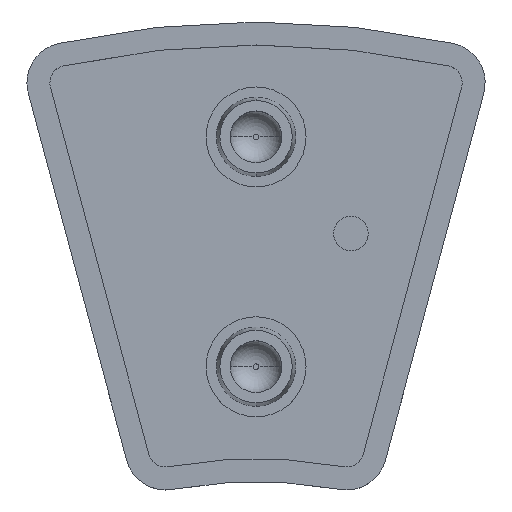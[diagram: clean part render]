
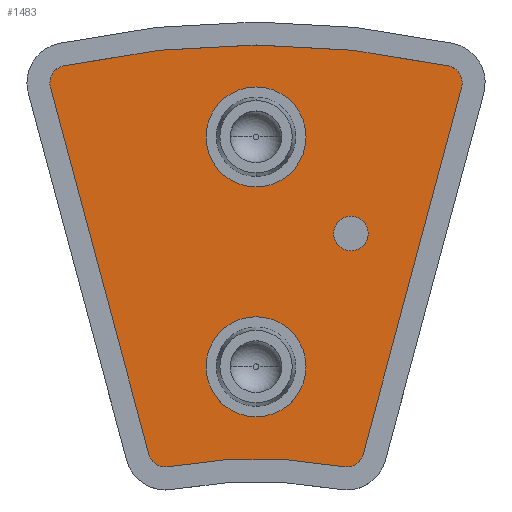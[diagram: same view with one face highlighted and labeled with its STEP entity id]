
A CAD part, top view. The second image highlights one B-rep face of the part: STEP entity #1483.
In plain terms, the highlighted planar face has unit normal (0, 0, 1).
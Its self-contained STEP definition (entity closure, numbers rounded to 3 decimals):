
#5 = FACE_BOUND ( 'NONE', #522, .T. ) ;
#20 = VERTEX_POINT ( 'NONE', #1285 ) ;
#28 = CARTESIAN_POINT ( 'NONE',  ( -18.285, 25.826, -2. ) ) ;
#35 = EDGE_CURVE ( 'NONE', #736, #1563, #2032, .T. ) ;
#46 = VERTEX_POINT ( 'NONE', #1306 ) ;
#55 = EDGE_CURVE ( 'NONE', #46, #680, #858, .T. ) ;
#90 = CARTESIAN_POINT ( 'NONE',  ( -9.327, -7.608, -2. ) ) ;
#116 = CARTESIAN_POINT ( 'NONE',  ( 7.606, -8.694, -2. ) ) ;
#151 = ORIENTED_EDGE ( 'NONE', *, *, #1623, .T. ) ;
#161 = ORIENTED_EDGE ( 'NONE', *, *, #886, .T. ) ;
#175 = VECTOR ( 'NONE', #1197, 1000. ) ;
#199 = CARTESIAN_POINT ( 'NONE',  ( 0., 0., -2. ) ) ;
#217 = EDGE_CURVE ( 'NONE', #1050, #20, #513, .T. ) ;
#237 = DIRECTION ( 'NONE',  ( 0., 0., 1. ) ) ;
#238 = CIRCLE ( 'NONE', #788, 1.5 ) ;
#240 = EDGE_CURVE ( 'NONE', #1563, #1379, #1920, .T. ) ;
#243 = CARTESIAN_POINT ( 'NONE',  ( -4.35, 20., -2. ) ) ;
#262 = ORIENTED_EDGE ( 'NONE', *, *, #55, .T. ) ;
#263 = CARTESIAN_POINT ( 'NONE',  ( -17.934, 24.714, -2. ) ) ;
#284 = VERTEX_POINT ( 'NONE', #841 ) ;
#291 = EDGE_LOOP ( 'NONE', ( #161, #1558 ) ) ;
#304 = PLANE ( 'NONE',  #447 ) ;
#305 = ORIENTED_EDGE ( 'NONE', *, *, #217, .F. ) ;
#339 = ORIENTED_EDGE ( 'NONE', *, *, #1404, .T. ) ;
#342 = CARTESIAN_POINT ( 'NONE',  ( -16.434, 24.714, -2. ) ) ;
#382 = CARTESIAN_POINT ( 'NONE',  ( 8.962, -8.967, -2. ) ) ;
#395 = CIRCLE ( 'NONE', #1954, 1.5 ) ;
#447 = AXIS2_PLACEMENT_3D ( 'NONE', #1111, #774, #2128 ) ;
#464 = CARTESIAN_POINT ( 'NONE',  ( 16.434, 24.714, -2. ) ) ;
#481 = AXIS2_PLACEMENT_3D ( 'NONE', #1116, #1139, #759 ) ;
#504 = CARTESIAN_POINT ( 'NONE',  ( 17.883, 24.326, -2. ) ) ;
#505 = CARTESIAN_POINT ( 'NONE',  ( 9.759, 11.59, -2. ) ) ;
#513 = CIRCLE ( 'NONE', #481, 42. ) ;
#522 = EDGE_LOOP ( 'NONE', ( #262, #1882 ) ) ;
#524 = CARTESIAN_POINT ( 'NONE',  ( 8.259, 11.59, -2. ) ) ;
#564 = DIRECTION ( 'NONE',  ( -1., 0., 0. ) ) ;
#567 = DIRECTION ( 'NONE',  ( 0., 0., 1. ) ) ;
#605 = CARTESIAN_POINT ( 'NONE',  ( -16.434, 24.714, -2. ) ) ;
#611 = CIRCLE ( 'NONE', #1964, 1.5 ) ;
#622 = DIRECTION ( 'NONE',  ( 0., 0., 1. ) ) ;
#633 = EDGE_CURVE ( 'NONE', #1379, #1029, #1184, .T. ) ;
#680 = VERTEX_POINT ( 'NONE', #1637 ) ;
#708 = CARTESIAN_POINT ( 'NONE',  ( -16.757, 26.179, -2. ) ) ;
#734 = DIRECTION ( 'NONE',  ( -1., 0., 0. ) ) ;
#736 = VERTEX_POINT ( 'NONE', #504 ) ;
#749 = CIRCLE ( 'NONE', #1086, 4.35 ) ;
#759 = DIRECTION ( 'NONE',  ( -1., 0., 0. ) ) ;
#774 = DIRECTION ( 'NONE',  ( 0., 0., 1. ) ) ;
#781 = ORIENTED_EDGE ( 'NONE', *, *, #1788, .T. ) ;
#788 = AXIS2_PLACEMENT_3D ( 'NONE', #1428, #567, #1739 ) ;
#791 = CIRCLE ( 'NONE', #827, 1.5 ) ;
#827 = AXIS2_PLACEMENT_3D ( 'NONE', #1084, #237, #564 ) ;
#829 = DIRECTION ( 'NONE',  ( 0., 0., 1. ) ) ;
#841 = CARTESIAN_POINT ( 'NONE',  ( 6.759, 11.59, -2. ) ) ;
#845 = ORIENTED_EDGE ( 'NONE', *, *, #1262, .T. ) ;
#858 = CIRCLE ( 'NONE', #1679, 4.35 ) ;
#859 = DIRECTION ( 'NONE',  ( 0.259, 0.966, 0. ) ) ;
#883 = VECTOR ( 'NONE', #859, 1000. ) ;
#886 = EDGE_CURVE ( 'NONE', #2146, #1667, #749, .T. ) ;
#894 = CIRCLE ( 'NONE', #1890, 4.35 ) ;
#896 = CARTESIAN_POINT ( 'NONE',  ( 4.35, 20., -2. ) ) ;
#908 = VERTEX_POINT ( 'NONE', #1861 ) ;
#924 = EDGE_LOOP ( 'NONE', ( #1359, #994 ) ) ;
#952 = ORIENTED_EDGE ( 'NONE', *, *, #1945, .T. ) ;
#968 = AXIS2_PLACEMENT_3D ( 'NONE', #464, #622, #1135 ) ;
#978 = EDGE_LOOP ( 'NONE', ( #339, #952, #1800, #1952, #1017, #781, #845, #151, #305 ) ) ;
#994 = ORIENTED_EDGE ( 'NONE', *, *, #1921, .T. ) ;
#999 = VERTEX_POINT ( 'NONE', #90 ) ;
#1017 = ORIENTED_EDGE ( 'NONE', *, *, #633, .T. ) ;
#1022 = DIRECTION ( 'NONE',  ( 1., 0., 0. ) ) ;
#1026 = DIRECTION ( 'NONE',  ( 1., 0., 0. ) ) ;
#1029 = VERTEX_POINT ( 'NONE', #263 ) ;
#1044 = DIRECTION ( 'NONE',  ( 1., 0., 0. ) ) ;
#1050 = VERTEX_POINT ( 'NONE', #116 ) ;
#1055 = DIRECTION ( 'NONE',  ( 0., 0., -1. ) ) ;
#1084 = CARTESIAN_POINT ( 'NONE',  ( -7.878, -7.219, -2. ) ) ;
#1086 = AXIS2_PLACEMENT_3D ( 'NONE', #1892, #1055, #1357 ) ;
#1111 = CARTESIAN_POINT ( 'NONE',  ( 0., 11.472, -2. ) ) ;
#1116 = CARTESIAN_POINT ( 'NONE',  ( 0., -50., -2. ) ) ;
#1135 = DIRECTION ( 'NONE',  ( -1., 0., 0. ) ) ;
#1139 = DIRECTION ( 'NONE',  ( 0., 0., 1. ) ) ;
#1176 = AXIS2_PLACEMENT_3D ( 'NONE', #524, #1694, #1026 ) ;
#1184 = CIRCLE ( 'NONE', #2030, 1.5 ) ;
#1197 = DIRECTION ( 'NONE',  ( 0.259, -0.966, 0. ) ) ;
#1255 = DIRECTION ( 'NONE',  ( -1., 0., 0. ) ) ;
#1262 = EDGE_CURVE ( 'NONE', #1389, #999, #1353, .T. ) ;
#1276 = DIRECTION ( 'NONE',  ( 0., 0., -1. ) ) ;
#1285 = CARTESIAN_POINT ( 'NONE',  ( -7.606, -8.694, -2. ) ) ;
#1297 = FACE_OUTER_BOUND ( 'NONE', #978, .T. ) ;
#1306 = CARTESIAN_POINT ( 'NONE',  ( 4.35, 0., -2. ) ) ;
#1317 = FACE_BOUND ( 'NONE', #924, .T. ) ;
#1319 = EDGE_CURVE ( 'NONE', #680, #46, #894, .T. ) ;
#1335 = EDGE_CURVE ( 'NONE', #1754, #284, #611, .T. ) ;
#1348 = CARTESIAN_POINT ( 'NONE',  ( 0., -50., -2. ) ) ;
#1353 = LINE ( 'NONE', #28, #175 ) ;
#1357 = DIRECTION ( 'NONE',  ( -1., 0., 0. ) ) ;
#1359 = ORIENTED_EDGE ( 'NONE', *, *, #1335, .T. ) ;
#1379 = VERTEX_POINT ( 'NONE', #708 ) ;
#1389 = VERTEX_POINT ( 'NONE', #1415 ) ;
#1399 = LINE ( 'NONE', #382, #883 ) ;
#1404 = EDGE_CURVE ( 'NONE', #1050, #908, #238, .T. ) ;
#1415 = CARTESIAN_POINT ( 'NONE',  ( -17.883, 24.326, -2. ) ) ;
#1428 = CARTESIAN_POINT ( 'NONE',  ( 7.878, -7.219, -2. ) ) ;
#1483 = ADVANCED_FACE ( 'NONE', ( #1664, #1317, #5, #1297 ), #304, .T. ) ;
#1558 = ORIENTED_EDGE ( 'NONE', *, *, #2040, .T. ) ;
#1561 = DIRECTION ( 'NONE',  ( 0., 0., -1. ) ) ;
#1563 = VERTEX_POINT ( 'NONE', #2053 ) ;
#1567 = CIRCLE ( 'NONE', #1176, 1.5 ) ;
#1623 = EDGE_CURVE ( 'NONE', #999, #20, #791, .T. ) ;
#1631 = CARTESIAN_POINT ( 'NONE',  ( 0., 0., -2. ) ) ;
#1637 = CARTESIAN_POINT ( 'NONE',  ( -4.35, 0., -2. ) ) ;
#1664 = FACE_BOUND ( 'NONE', #291, .T. ) ;
#1667 = VERTEX_POINT ( 'NONE', #896 ) ;
#1679 = AXIS2_PLACEMENT_3D ( 'NONE', #1631, #1791, #1811 ) ;
#1694 = DIRECTION ( 'NONE',  ( 0., 0., -1. ) ) ;
#1701 = AXIS2_PLACEMENT_3D ( 'NONE', #2111, #1276, #734 ) ;
#1739 = DIRECTION ( 'NONE',  ( -1., 0., 0. ) ) ;
#1754 = VERTEX_POINT ( 'NONE', #505 ) ;
#1788 = EDGE_CURVE ( 'NONE', #1029, #1389, #395, .T. ) ;
#1791 = DIRECTION ( 'NONE',  ( 0., 0., -1. ) ) ;
#1800 = ORIENTED_EDGE ( 'NONE', *, *, #35, .T. ) ;
#1811 = DIRECTION ( 'NONE',  ( 1., 0., 0. ) ) ;
#1841 = DIRECTION ( 'NONE',  ( -1., 0., 0. ) ) ;
#1861 = CARTESIAN_POINT ( 'NONE',  ( 9.327, -7.608, -2. ) ) ;
#1865 = DIRECTION ( 'NONE',  ( -1., 0., 0. ) ) ;
#1882 = ORIENTED_EDGE ( 'NONE', *, *, #1319, .T. ) ;
#1890 = AXIS2_PLACEMENT_3D ( 'NONE', #199, #1561, #1022 ) ;
#1892 = CARTESIAN_POINT ( 'NONE',  ( 0., 20., -2. ) ) ;
#1913 = CIRCLE ( 'NONE', #1701, 4.35 ) ;
#1915 = DIRECTION ( 'NONE',  ( 0., 0., 1. ) ) ;
#1920 = CIRCLE ( 'NONE', #2064, 78. ) ;
#1921 = EDGE_CURVE ( 'NONE', #284, #1754, #1567, .T. ) ;
#1945 = EDGE_CURVE ( 'NONE', #908, #736, #1399, .T. ) ;
#1952 = ORIENTED_EDGE ( 'NONE', *, *, #240, .T. ) ;
#1954 = AXIS2_PLACEMENT_3D ( 'NONE', #342, #829, #1841 ) ;
#1964 = AXIS2_PLACEMENT_3D ( 'NONE', #2037, #2047, #1044 ) ;
#2018 = DIRECTION ( 'NONE',  ( 0., 0., 1. ) ) ;
#2030 = AXIS2_PLACEMENT_3D ( 'NONE', #605, #1915, #1255 ) ;
#2032 = CIRCLE ( 'NONE', #968, 1.5 ) ;
#2037 = CARTESIAN_POINT ( 'NONE',  ( 8.259, 11.59, -2. ) ) ;
#2040 = EDGE_CURVE ( 'NONE', #1667, #2146, #1913, .T. ) ;
#2047 = DIRECTION ( 'NONE',  ( 0., 0., -1. ) ) ;
#2053 = CARTESIAN_POINT ( 'NONE',  ( 16.757, 26.179, -2. ) ) ;
#2064 = AXIS2_PLACEMENT_3D ( 'NONE', #1348, #2018, #1865 ) ;
#2111 = CARTESIAN_POINT ( 'NONE',  ( 0., 20., -2. ) ) ;
#2128 = DIRECTION ( 'NONE',  ( 1., 0., 0. ) ) ;
#2146 = VERTEX_POINT ( 'NONE', #243 ) ;
